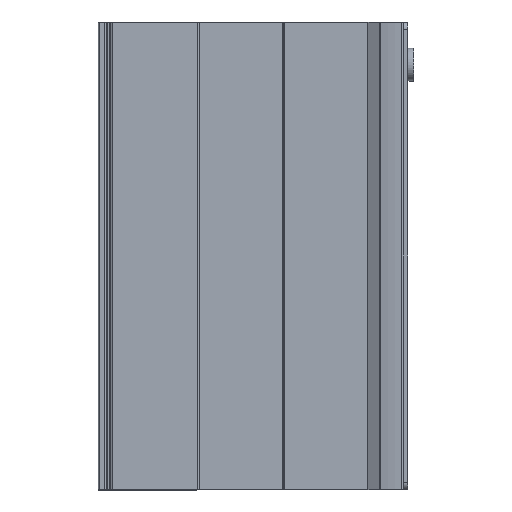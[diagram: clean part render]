
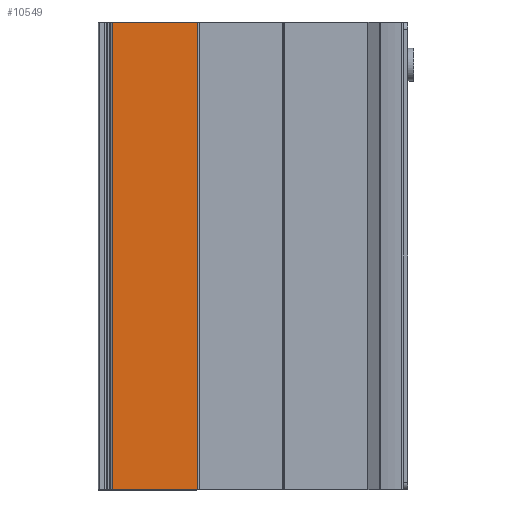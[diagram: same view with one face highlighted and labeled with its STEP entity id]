
A CAD part, front view. The second image highlights one B-rep face of the part: STEP entity #10549.
In plain terms, the highlighted planar face has unit normal (0, -1, 0).
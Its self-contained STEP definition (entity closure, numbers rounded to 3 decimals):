
#663=LINE('',#17065,#1278);
#664=LINE('',#17069,#1279);
#665=LINE('',#17071,#1280);
#666=LINE('',#17073,#1281);
#1278=VECTOR('',#13408,1000.);
#1279=VECTOR('',#13413,1000.);
#1280=VECTOR('',#13414,1000.);
#1281=VECTOR('',#13415,1000.);
#2001=ORIENTED_EDGE('',*,*,#4682,.T.);
#2002=ORIENTED_EDGE('',*,*,#4683,.F.);
#2003=ORIENTED_EDGE('',*,*,#4684,.F.);
#2004=ORIENTED_EDGE('',*,*,#4680,.T.);
#4680=EDGE_CURVE('',#6012,#6011,#663,.T.);
#4682=EDGE_CURVE('',#6011,#6013,#664,.T.);
#4683=EDGE_CURVE('',#6014,#6013,#665,.T.);
#4684=EDGE_CURVE('',#6012,#6014,#666,.T.);
#6011=VERTEX_POINT('',#17064);
#6012=VERTEX_POINT('',#17066);
#6013=VERTEX_POINT('',#17070);
#6014=VERTEX_POINT('',#17072);
#7660=EDGE_LOOP('',(#2001,#2002,#2003,#2004));
#8957=FACE_BOUND('',#7660,.T.);
#10223=PLANE('',#11702);
#10549=ADVANCED_FACE('',(#8957),#10223,.F.);
#11702=AXIS2_PLACEMENT_3D('',#17068,#13411,#13412);
#13408=DIRECTION('',(0.,0.,-1.));
#13411=DIRECTION('',(0.,1.,0.));
#13412=DIRECTION('',(0.,0.,1.));
#13413=DIRECTION('',(1.,0.,0.));
#13414=DIRECTION('',(0.,0.,-1.));
#13415=DIRECTION('',(1.,0.,0.));
#17064=CARTESIAN_POINT('',(87.5,-33.8,0.));
#17065=CARTESIAN_POINT('',(87.5,-33.8,199.));
#17066=CARTESIAN_POINT('',(87.5,-33.8,199.));
#17068=CARTESIAN_POINT('',(87.5,-33.8,199.));
#17069=CARTESIAN_POINT('',(87.5,-33.8,0.));
#17070=CARTESIAN_POINT('',(124.,-33.8,0.));
#17071=CARTESIAN_POINT('',(124.,-33.8,199.));
#17072=CARTESIAN_POINT('',(124.,-33.8,199.));
#17073=CARTESIAN_POINT('',(87.5,-33.8,199.));
